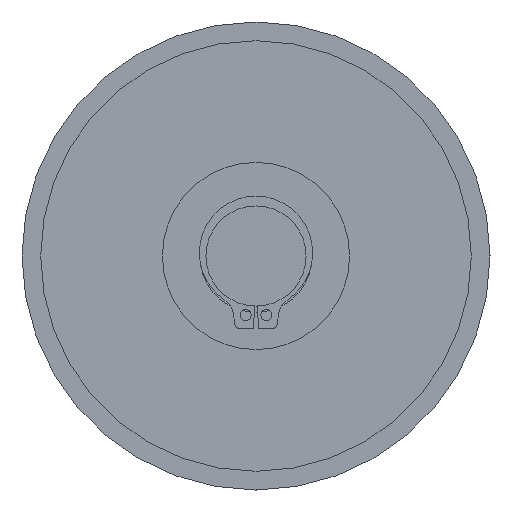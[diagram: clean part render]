
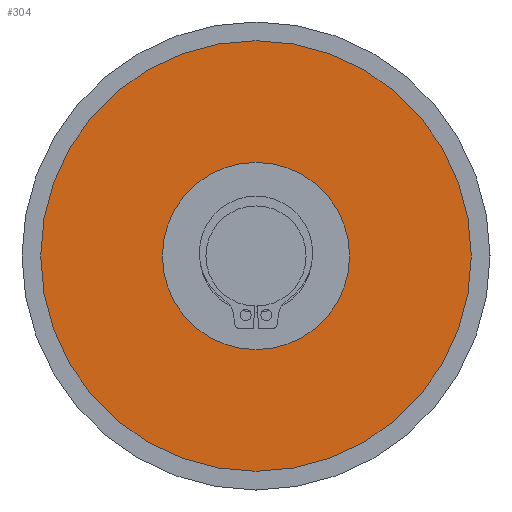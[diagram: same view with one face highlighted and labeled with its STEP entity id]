
A CAD part, front view. The second image highlights one B-rep face of the part: STEP entity #304.
In plain terms, the highlighted face is planar.
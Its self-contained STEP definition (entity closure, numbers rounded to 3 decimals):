
#219 = EDGE_LOOP ( 'NONE', ( #352, #353 ) ) ;
#230 = EDGE_CURVE ( 'NONE', #245, #244, #815, .T. ) ;
#243 = EDGE_CURVE ( 'NONE', #244, #245, #788, .T. ) ;
#244 = VERTEX_POINT ( 'NONE', #849 ) ;
#245 = VERTEX_POINT ( 'NONE', #848 ) ;
#301 = EDGE_CURVE ( 'NONE', #1957, #2011, #951, .T. ) ;
#304 = ADVANCED_FACE ( 'NONE', ( #943, #942 ), #941, .F. ) ;
#352 = ORIENTED_EDGE ( 'NONE', *, *, #1971, .F. ) ;
#353 = ORIENTED_EDGE ( 'NONE', *, *, #301, .F. ) ;
#354 = EDGE_LOOP ( 'NONE', ( #355, #356 ) ) ;
#355 = ORIENTED_EDGE ( 'NONE', *, *, #230, .T. ) ;
#356 = ORIENTED_EDGE ( 'NONE', *, *, #243, .T. ) ;
#788 = CIRCLE ( 'NONE', #852, 10. ) ;
#794 = CARTESIAN_POINT ( 'NONE',  ( 0., 0., 0. ) ) ;
#811 = DIRECTION ( 'NONE',  ( -1., 0., 0. ) ) ;
#812 = DIRECTION ( 'NONE',  ( 0., 0., -1. ) ) ;
#813 = CARTESIAN_POINT ( 'NONE',  ( 0., 0., 0. ) ) ;
#814 = AXIS2_PLACEMENT_3D ( 'NONE', #813, #812, #811 ) ;
#815 = CIRCLE ( 'NONE', #814, 10. ) ;
#848 = CARTESIAN_POINT ( 'NONE',  ( -10., 0., 0. ) ) ;
#849 = CARTESIAN_POINT ( 'NONE',  ( 10., 0., 0. ) ) ;
#850 = DIRECTION ( 'NONE',  ( -1., 0., 0. ) ) ;
#851 = DIRECTION ( 'NONE',  ( 0., 0., -1. ) ) ;
#852 = AXIS2_PLACEMENT_3D ( 'NONE', #794, #851, #850 ) ;
#937 = DIRECTION ( 'NONE',  ( -1., 0., 0. ) ) ;
#938 = DIRECTION ( 'NONE',  ( 0., 0., -1. ) ) ;
#939 = CARTESIAN_POINT ( 'NONE',  ( 10., 0., 0. ) ) ;
#940 = AXIS2_PLACEMENT_3D ( 'NONE', #939, #938, #937 ) ;
#941 = PLANE ( 'NONE',  #940 ) ;
#942 = FACE_BOUND ( 'NONE', #354, .T. ) ;
#943 = FACE_OUTER_BOUND ( 'NONE', #219, .T. ) ;
#944 = DIRECTION ( 'NONE',  ( -1., 0., 0. ) ) ;
#945 = DIRECTION ( 'NONE',  ( 0., 0., -1. ) ) ;
#946 = CARTESIAN_POINT ( 'NONE',  ( 0., 0., 0. ) ) ;
#947 = AXIS2_PLACEMENT_3D ( 'NONE', #946, #945, #944 ) ;
#951 = CIRCLE ( 'NONE', #947, 23. ) ;
#1120 = DIRECTION ( 'NONE',  ( -1., 0., 0. ) ) ;
#1121 = DIRECTION ( 'NONE',  ( 0., 0., -1. ) ) ;
#1122 = AXIS2_PLACEMENT_3D ( 'NONE', #1128, #1121, #1120 ) ;
#1123 = CIRCLE ( 'NONE', #1122, 23. ) ;
#1128 = CARTESIAN_POINT ( 'NONE',  ( 0., 0., 0. ) ) ;
#1143 = CARTESIAN_POINT ( 'NONE',  ( 23., 0., 0. ) ) ;
#1237 = CARTESIAN_POINT ( 'NONE',  ( -23., 0., 0. ) ) ;
#1957 = VERTEX_POINT ( 'NONE', #1143 ) ;
#1971 = EDGE_CURVE ( 'NONE', #2011, #1957, #1123, .T. ) ;
#2011 = VERTEX_POINT ( 'NONE', #1237 ) ;
